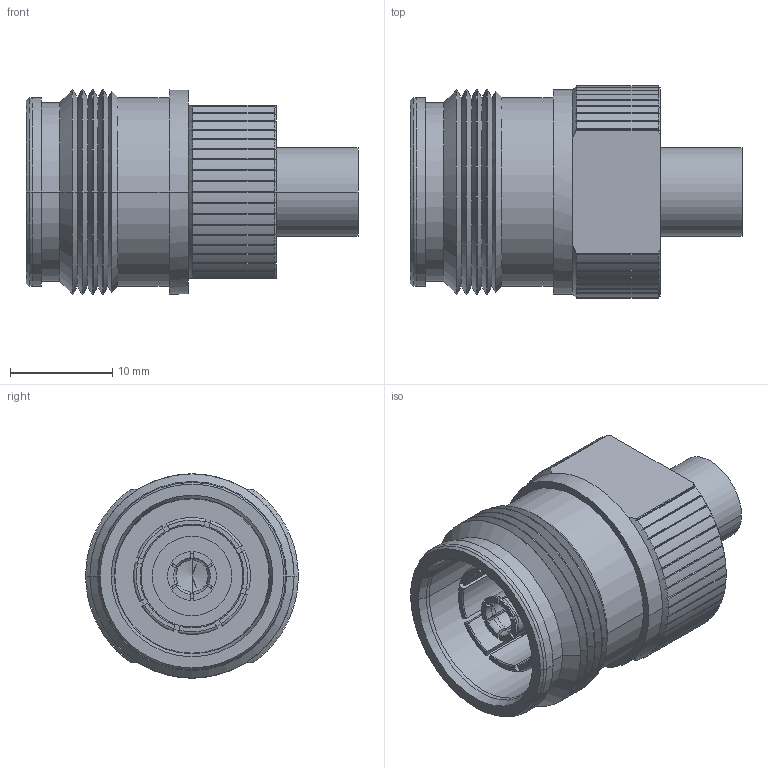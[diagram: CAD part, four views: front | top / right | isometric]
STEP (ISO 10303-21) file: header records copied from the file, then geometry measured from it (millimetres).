
FILE_DESCRIPTION (( 'STEP AP203' ), '1' );
FILE_NAME ('3190-6197(TC-250-4310F-LP).STEP', '2020-09-24T02:51:14', ( '' ), ( '' ), 'SwSTEP 2.0', 'SolidWorks 2018', '' );
FILE_SCHEMA (( 'CONFIG_CONTROL_DESIGN' ));
Length unit declared in the file: inch
Products named in the file (1): 3190-6197(TC-250-4310F-LP)
Bounding box: 32.5 x 20.8 x 20 mm (x, y, z)
Volume: 5537 mm3; surface area: 4051.6 mm2
Topology: 1 solids, 1 shells, 331 faces, 901 edges, 582 vertices
Faces by surface type: plane 149, cylinder 92, cone 56, torus 34
Entity records: 11017 total; most frequent: CARTESIAN_POINT 2813, ORIENTED_EDGE 1798, DIRECTION 1620, EDGE_CURVE 899, AXIS2_PLACEMENT_3D 645, VERTEX_POINT 582, EDGE_LOOP 343, ADVANCED_FACE 331
